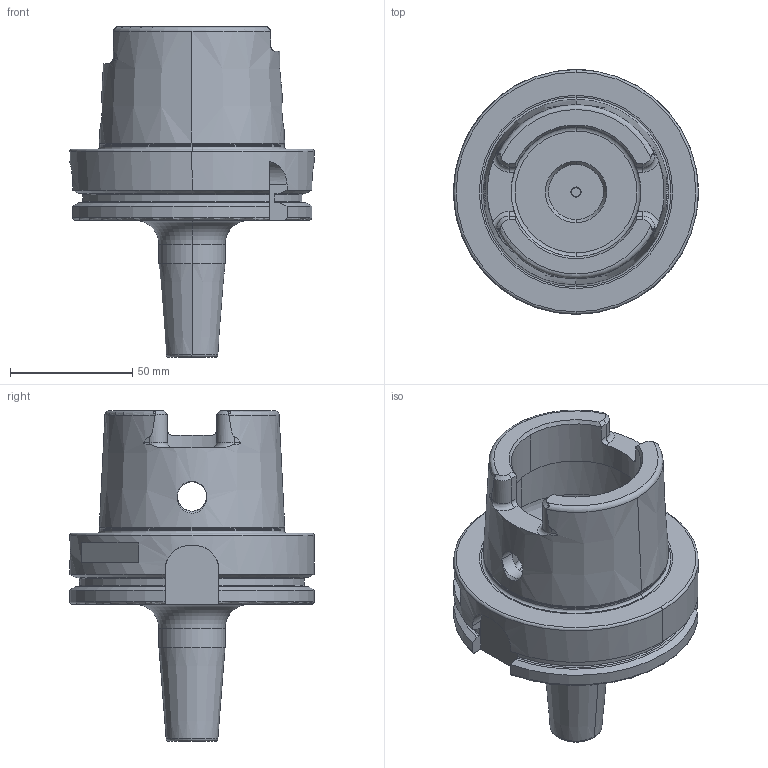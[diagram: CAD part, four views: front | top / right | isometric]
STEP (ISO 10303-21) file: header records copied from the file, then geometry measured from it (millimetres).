
FILE_DESCRIPTION((''),'2;1');
FILE_NAME('A100_70_04','2020-08-21T',('103090'),(''),'CREO PARAMETRIC BY PTC INC, 2016260','CREO PARAMETRIC BY PTC INC, 2016260','');
FILE_SCHEMA(('CONFIG_CONTROL_DESIGN'));
Length unit declared in the file: millimetre
Products named in the file (1): A100_70_04
Bounding box: 100 x 100 x 135 mm (x, y, z)
Volume: 281098.7 mm3; surface area: 54618.7 mm2
Topology: 1 solids, 2 shells, 183 faces, 453 edges, 279 vertices
Faces by surface type: plane 54, cylinder 52, cone 42, torus 35
Entity records: 6177 total; most frequent: CARTESIAN_POINT 1833, DIRECTION 918, ORIENTED_EDGE 902, EDGE_CURVE 451, AXIS2_PLACEMENT_3D 381, VERTEX_POINT 279, EDGE_LOOP 196, CIRCLE 195
